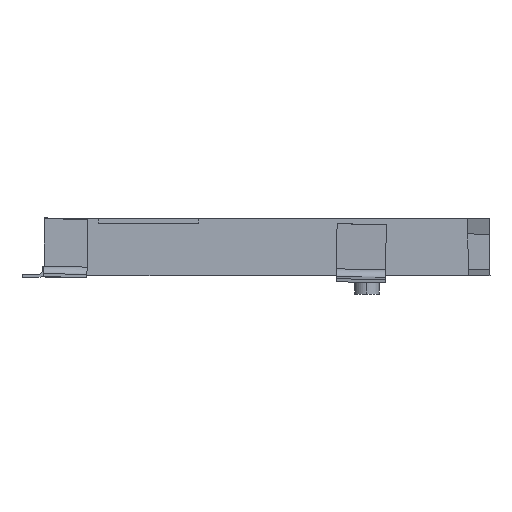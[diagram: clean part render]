
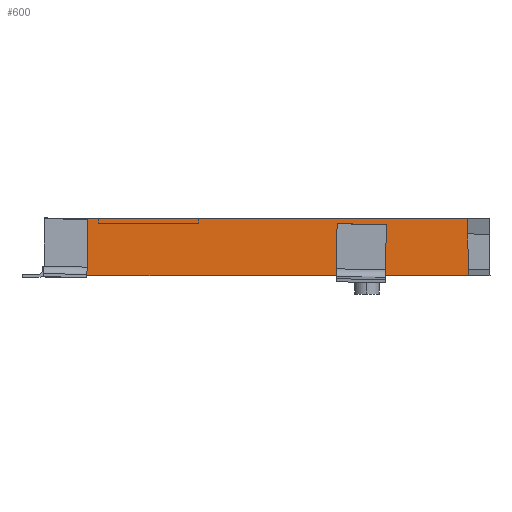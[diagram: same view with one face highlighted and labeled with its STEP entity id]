
A CAD part, front view. The second image highlights one B-rep face of the part: STEP entity #600.
In plain terms, the highlighted planar face has unit normal (0, -1, 0.018).
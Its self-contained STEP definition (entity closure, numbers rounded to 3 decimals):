
#361 = VERTEX_POINT('',#362);
#362 = CARTESIAN_POINT('',(3.373,-7.314,2.45));
#368 = EDGE_CURVE('',#361,#369,#371,.T.);
#369 = VERTEX_POINT('',#370);
#370 = CARTESIAN_POINT('',(3.405,-7.347,0.6));
#371 = LINE('',#372,#373);
#372 = CARTESIAN_POINT('',(3.402,-7.344,0.762
    ));
#373 = VECTOR('',#374,1.);
#374 = DIRECTION('',(0.017,-0.017,
    -1.));
#600 = ADVANCED_FACE('',(#601,#636),#702,.T.);
#601 = FACE_BOUND('',#602,.T.);
#602 = EDGE_LOOP('',(#603,#614,#622,#630));
#603 = ORIENTED_EDGE('',*,*,#604,.F.);
#604 = EDGE_CURVE('',#605,#607,#609,.T.);
#605 = VERTEX_POINT('',#606);
#606 = CARTESIAN_POINT('',(-0.893,-7.346,
    0.639));
#607 = VERTEX_POINT('',#608);
#608 = CARTESIAN_POINT('',(0.707,-7.347,0.61
    ));
#609 = ( BOUNDED_CURVE() B_SPLINE_CURVE(3,(#610,#611,#612,#613),
.UNSPECIFIED.,.F.,.F.) B_SPLINE_CURVE_WITH_KNOTS((4,4),(3.656,
3.659),.PIECEWISE_BEZIER_KNOTS.) CURVE() 
GEOMETRIC_REPRESENTATION_ITEM() RATIONAL_B_SPLINE_CURVE((1.,
1.,1.,1.)) REPRESENTATION_ITEM('') );
#610 = CARTESIAN_POINT('',(-0.893,-7.346,
    0.639));
#611 = CARTESIAN_POINT('',(-0.361,-7.346,
    0.629));
#612 = CARTESIAN_POINT('',(0.172,-7.346,0.62)
  );
#613 = CARTESIAN_POINT('',(0.707,-7.347,0.61
    ));
#614 = ORIENTED_EDGE('',*,*,#615,.T.);
#615 = EDGE_CURVE('',#605,#616,#618,.T.);
#616 = VERTEX_POINT('',#617);
#617 = CARTESIAN_POINT('',(-0.864,-7.317,
    2.286));
#618 = LINE('',#619,#620);
#619 = CARTESIAN_POINT('',(-0.892,-7.345,
    0.675));
#620 = VECTOR('',#621,1.);
#621 = DIRECTION('',(0.017,0.017,
    1.));
#622 = ORIENTED_EDGE('',*,*,#623,.T.);
#623 = EDGE_CURVE('',#616,#624,#626,.T.);
#624 = VERTEX_POINT('',#625);
#625 = CARTESIAN_POINT('',(0.736,-7.318,2.258
    ));
#626 = LINE('',#627,#628);
#627 = CARTESIAN_POINT('',(3.433,-7.319,2.211
    ));
#628 = VECTOR('',#629,1.);
#629 = DIRECTION('',(1.,0.,
    -0.017));
#630 = ORIENTED_EDGE('',*,*,#631,.F.);
#631 = EDGE_CURVE('',#607,#624,#632,.T.);
#632 = LINE('',#633,#634);
#633 = CARTESIAN_POINT('',(0.708,-7.346,0.647
    ));
#634 = VECTOR('',#635,1.);
#635 = DIRECTION('',(0.017,0.017,
    1.));
#636 = FACE_BOUND('',#637,.T.);
#637 = EDGE_LOOP('',(#638,#648,#656,#664,#673,#681,#687,#688,#696));
#638 = ORIENTED_EDGE('',*,*,#639,.F.);
#639 = EDGE_CURVE('',#640,#642,#644,.T.);
#640 = VERTEX_POINT('',#641);
#641 = CARTESIAN_POINT('',(-10.363,-7.314,2.45));
#642 = VERTEX_POINT('',#643);
#643 = CARTESIAN_POINT('',(-8.632,-7.314,2.45));
#644 = LINE('',#645,#646);
#645 = CARTESIAN_POINT('',(-10.395,-7.314,2.45));
#646 = VECTOR('',#647,1.);
#647 = DIRECTION('',(1.,0.,-0.));
#648 = ORIENTED_EDGE('',*,*,#649,.T.);
#649 = EDGE_CURVE('',#640,#650,#652,.T.);
#650 = VERTEX_POINT('',#651);
#651 = CARTESIAN_POINT('',(-8.963,-7.315,
    2.426));
#652 = LINE('',#653,#654);
#653 = CARTESIAN_POINT('',(3.433,-7.319,2.209
    ));
#654 = VECTOR('',#655,1.);
#655 = DIRECTION('',(1.,0.,
    -0.017));
#656 = ORIENTED_EDGE('',*,*,#657,.F.);
#657 = EDGE_CURVE('',#658,#650,#660,.T.);
#658 = VERTEX_POINT('',#659);
#659 = CARTESIAN_POINT('',(-8.993,-7.345,
    0.695));
#660 = LINE('',#661,#662);
#661 = CARTESIAN_POINT('',(-8.991,-7.343,
    0.816));
#662 = VECTOR('',#663,1.);
#663 = DIRECTION('',(0.017,0.017,
    1.));
#664 = ORIENTED_EDGE('',*,*,#665,.F.);
#665 = EDGE_CURVE('',#666,#658,#668,.T.);
#666 = VERTEX_POINT('',#667);
#667 = CARTESIAN_POINT('',(-10.393,-7.345,
    0.72));
#668 = ( BOUNDED_CURVE() B_SPLINE_CURVE(3,(#669,#670,#671,#672),
.UNSPECIFIED.,.F.,.F.) B_SPLINE_CURVE_WITH_KNOTS((4,4),(3.683,
3.685),.PIECEWISE_BEZIER_KNOTS.) CURVE() 
GEOMETRIC_REPRESENTATION_ITEM() RATIONAL_B_SPLINE_CURVE((1.,
1.,1.,1.)) REPRESENTATION_ITEM('') );
#669 = CARTESIAN_POINT('',(-10.393,-7.345,
    0.72));
#670 = CARTESIAN_POINT('',(-9.927,-7.345,
    0.711));
#671 = CARTESIAN_POINT('',(-9.461,-7.345,
    0.703));
#672 = CARTESIAN_POINT('',(-8.993,-7.345,
    0.695));
#673 = ORIENTED_EDGE('',*,*,#674,.T.);
#674 = EDGE_CURVE('',#666,#675,#677,.T.);
#675 = VERTEX_POINT('',#676);
#676 = CARTESIAN_POINT('',(-10.395,-7.347,0.6));
#677 = LINE('',#678,#679);
#678 = CARTESIAN_POINT('',(-10.391,-7.342,
    0.841));
#679 = VECTOR('',#680,1.);
#680 = DIRECTION('',(-0.017,-0.017,
    -1.));
#681 = ORIENTED_EDGE('',*,*,#682,.T.);
#682 = EDGE_CURVE('',#675,#369,#683,.T.);
#683 = LINE('',#684,#685);
#684 = CARTESIAN_POINT('',(3.405,-7.347,0.6));
#685 = VECTOR('',#686,1.);
#686 = DIRECTION('',(1.,0.,-0.));
#687 = ORIENTED_EDGE('',*,*,#368,.F.);
#688 = ORIENTED_EDGE('',*,*,#689,.F.);
#689 = EDGE_CURVE('',#690,#361,#692,.T.);
#690 = VERTEX_POINT('',#691);
#691 = CARTESIAN_POINT('',(-5.357,-7.314,2.45));
#692 = LINE('',#693,#694);
#693 = CARTESIAN_POINT('',(-10.395,-7.314,2.45));
#694 = VECTOR('',#695,1.);
#695 = DIRECTION('',(1.,0.,-0.));
#696 = ORIENTED_EDGE('',*,*,#697,.F.);
#697 = EDGE_CURVE('',#642,#690,#698,.T.);
#698 = LINE('',#699,#700);
#699 = CARTESIAN_POINT('',(-10.395,-7.314,2.45));
#700 = VECTOR('',#701,1.);
#701 = DIRECTION('',(1.,0.,-0.));
#702 = PLANE('',#703);
#703 = AXIS2_PLACEMENT_3D('',#704,#705,#706);
#704 = CARTESIAN_POINT('',(3.405,-7.347,0.6));
#705 = DIRECTION('',(0.,-1.,
    0.017));
#706 = DIRECTION('',(0.,0.017,
    1.));
